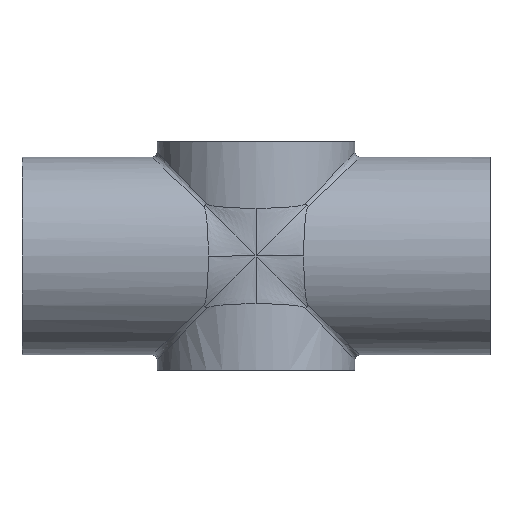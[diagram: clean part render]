
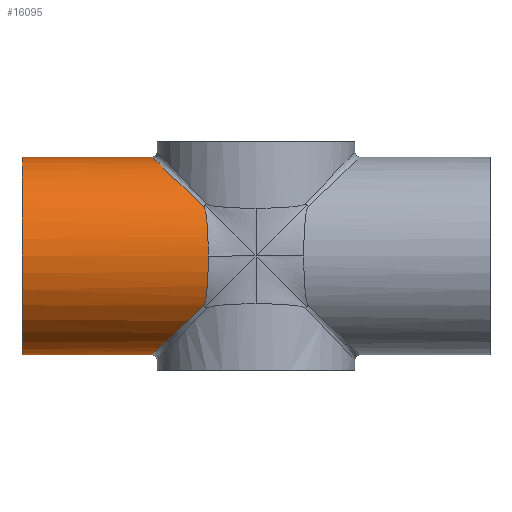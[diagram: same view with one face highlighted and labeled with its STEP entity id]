
A CAD part, front view. The second image highlights one B-rep face of the part: STEP entity #16095.
In plain terms, the highlighted cylindrical face has radius 38.05 mm (diameter 76.1 mm), a full revolution.
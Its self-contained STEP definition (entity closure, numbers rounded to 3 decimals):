
#3205=CARTESIAN_POINT('',(-18.375,-38.05,0.));
#3206=VERTEX_POINT('',#3205);
#3227=CARTESIAN_POINT('',(-20.148,-32.884,-19.142));
#3228=VERTEX_POINT('',#3227);
#3229=CARTESIAN_POINT('',(-18.375,-38.05,0.));
#3230=CARTESIAN_POINT('',(-18.375,-38.05,-2.008));
#3231=CARTESIAN_POINT('',(-18.402,-37.887,-4.014));
#3232=CARTESIAN_POINT('',(-18.456,-37.587,-5.919));
#3233=CARTESIAN_POINT('',(-18.515,-37.259,-8.));
#3234=CARTESIAN_POINT('',(-18.607,-36.769,-9.958));
#3235=CARTESIAN_POINT('',(-18.73,-36.212,-11.685));
#3236=CARTESIAN_POINT('',(-18.876,-35.557,-13.713));
#3237=CARTESIAN_POINT('',(-19.066,-34.814,-15.422));
#3238=CARTESIAN_POINT('',(-19.301,-34.191,-16.696));
#3239=CARTESIAN_POINT('',(-19.509,-33.639,-17.827));
#3240=CARTESIAN_POINT('',(-19.753,-33.186,-18.619));
#3241=CARTESIAN_POINT('',(-20.032,-32.963,-19.006));
#3242=CARTESIAN_POINT('',(-20.07,-32.933,-19.059));
#3243=CARTESIAN_POINT('',(-20.109,-32.906,-19.105));
#3244=CARTESIAN_POINT('',(-20.148,-32.884,-19.142));
#3245=B_SPLINE_CURVE_WITH_KNOTS('',3,(#3229,#3230,#3231,#3232,#3233,#3234,#3235,#3236,#3237,#3238,#3239,#3240,#3241,#3242,#3243,#3244),.UNSPECIFIED.,.F.,.U.,(4,3,3,3,3,4),(0.5,0.607,0.724,0.861,0.983,1.0),.UNSPECIFIED.);
#3246=EDGE_CURVE('',#3206,#3228,#3245,.T.);
#6395=CARTESIAN_POINT('',(-18.375,38.05,0.));
#6396=VERTEX_POINT('',#6395);
#6417=CARTESIAN_POINT('',(-20.148,32.884,19.142));
#6418=VERTEX_POINT('',#6417);
#6419=CARTESIAN_POINT('',(-18.375,38.05,0.));
#6420=CARTESIAN_POINT('',(-18.375,38.05,2.008));
#6421=CARTESIAN_POINT('',(-18.402,37.887,4.014));
#6422=CARTESIAN_POINT('',(-18.456,37.587,5.919));
#6423=CARTESIAN_POINT('',(-18.515,37.259,8.));
#6424=CARTESIAN_POINT('',(-18.607,36.769,9.958));
#6425=CARTESIAN_POINT('',(-18.73,36.212,11.685));
#6426=CARTESIAN_POINT('',(-18.876,35.557,13.713));
#6427=CARTESIAN_POINT('',(-19.066,34.814,15.422));
#6428=CARTESIAN_POINT('',(-19.301,34.191,16.696));
#6429=CARTESIAN_POINT('',(-19.509,33.639,17.827));
#6430=CARTESIAN_POINT('',(-19.753,33.186,18.619));
#6431=CARTESIAN_POINT('',(-20.032,32.963,19.006));
#6432=CARTESIAN_POINT('',(-20.07,32.933,19.059));
#6433=CARTESIAN_POINT('',(-20.109,32.906,19.105));
#6434=CARTESIAN_POINT('',(-20.148,32.884,19.142));
#6435=B_SPLINE_CURVE_WITH_KNOTS('',3,(#6419,#6420,#6421,#6422,#6423,#6424,#6425,#6426,#6427,#6428,#6429,#6430,#6431,#6432,#6433,#6434),.UNSPECIFIED.,.F.,.U.,(4,3,3,3,3,4),(0.5,0.607,0.724,0.861,0.983,1.0),.UNSPECIFIED.);
#6436=EDGE_CURVE('',#6396,#6418,#6435,.T.);
#14937=CARTESIAN_POINT('',(-20.148,32.884,-19.142));
#14938=VERTEX_POINT('',#14937);
#14946=CARTESIAN_POINT('',(-20.148,32.884,-19.142));
#14947=CARTESIAN_POINT('',(-19.857,33.046,-18.865));
#14948=CARTESIAN_POINT('',(-19.601,33.455,-18.164));
#14949=CARTESIAN_POINT('',(-19.382,33.987,-17.109));
#14950=CARTESIAN_POINT('',(-19.146,34.557,-15.976));
#14951=CARTESIAN_POINT('',(-18.951,35.263,-14.43));
#14952=CARTESIAN_POINT('',(-18.798,35.914,-12.568));
#14953=CARTESIAN_POINT('',(-18.667,36.474,-10.968));
#14954=CARTESIAN_POINT('',(-18.566,36.992,-9.134));
#14955=CARTESIAN_POINT('',(-18.495,37.37,-7.161));
#14956=CARTESIAN_POINT('',(-18.429,37.726,-5.303));
#14957=CARTESIAN_POINT('',(-18.39,37.958,-3.323));
#14958=CARTESIAN_POINT('',(-18.378,38.027,-1.318));
#14959=CARTESIAN_POINT('',(-18.376,38.042,-0.88));
#14960=CARTESIAN_POINT('',(-18.375,38.05,-0.44));
#14961=CARTESIAN_POINT('',(-18.375,38.05,0.));
#14962=B_SPLINE_CURVE_WITH_KNOTS('',3,(#14946,#14947,#14948,#14949,#14950,#14951,#14952,#14953,#14954,#14955,#14956,#14957,#14958,#14959,#14960,#14961),.UNSPECIFIED.,.F.,.U.,(4,3,3,3,3,4),(0.0,0.123,0.256,0.369,0.477,0.5),.UNSPECIFIED.);
#14963=EDGE_CURVE('',#14938,#6396,#14962,.T.);
#15345=CARTESIAN_POINT('',(-20.148,-32.884,19.142));
#15346=VERTEX_POINT('',#15345);
#15354=CARTESIAN_POINT('',(-20.148,-32.884,19.142));
#15355=CARTESIAN_POINT('',(-19.857,-33.046,18.865));
#15356=CARTESIAN_POINT('',(-19.601,-33.455,18.164));
#15357=CARTESIAN_POINT('',(-19.382,-33.987,17.109));
#15358=CARTESIAN_POINT('',(-19.146,-34.557,15.976));
#15359=CARTESIAN_POINT('',(-18.951,-35.263,14.43));
#15360=CARTESIAN_POINT('',(-18.798,-35.914,12.568));
#15361=CARTESIAN_POINT('',(-18.667,-36.474,10.968));
#15362=CARTESIAN_POINT('',(-18.566,-36.992,9.134));
#15363=CARTESIAN_POINT('',(-18.495,-37.37,7.161));
#15364=CARTESIAN_POINT('',(-18.429,-37.726,5.303));
#15365=CARTESIAN_POINT('',(-18.39,-37.958,3.323));
#15366=CARTESIAN_POINT('',(-18.378,-38.027,1.318));
#15367=CARTESIAN_POINT('',(-18.376,-38.042,0.88));
#15368=CARTESIAN_POINT('',(-18.375,-38.05,0.44));
#15369=CARTESIAN_POINT('',(-18.375,-38.05,0.));
#15370=B_SPLINE_CURVE_WITH_KNOTS('',3,(#15354,#15355,#15356,#15357,#15358,#15359,#15360,#15361,#15362,#15363,#15364,#15365,#15366,#15367,#15368,#15369),.UNSPECIFIED.,.F.,.U.,(4,3,3,3,3,4),(0.0,0.123,0.256,0.369,0.477,0.5),.UNSPECIFIED.);
#15371=EDGE_CURVE('',#15346,#3206,#15370,.T.);
#15520=CARTESIAN_POINT('',(0.0,0.0,0.0));
#15521=DIRECTION('',(0.689,0.0,0.725));
#15522=DIRECTION('',(-0.725,0.0,0.689));
#15523=AXIS2_PLACEMENT_3D('',#15520,#15521,#15522);
#15524=ELLIPSE('',#15523,55.243,38.05);
#15525=EDGE_CURVE('',#6418,#15346,#15524,.T.);
#15682=CARTESIAN_POINT('',(0.0,0.0,0.0));
#15683=DIRECTION('',(0.689,0.0,-0.725));
#15684=DIRECTION('',(-0.725,0.0,-0.689));
#15685=AXIS2_PLACEMENT_3D('',#15682,#15683,#15684);
#15686=ELLIPSE('',#15685,55.243,38.05);
#15687=EDGE_CURVE('',#3228,#14938,#15686,.T.);
#16071=CARTESIAN_POINT('',(0.0,0.0,0.0));
#16072=DIRECTION('',(-1.0,0.0,0.0));
#16073=DIRECTION('',(0.0,-1.0,0.0));
#16074=AXIS2_PLACEMENT_3D('',#16071,#16072,#16073);
#16075=CYLINDRICAL_SURFACE('',#16074,38.05);
#16076=CARTESIAN_POINT('',(-90.0,-38.05,0.0));
#16077=VERTEX_POINT('',#16076);
#16078=CARTESIAN_POINT('',(-90.0,0.0,0.0));
#16079=DIRECTION('',(-1.0,0.0,0.0));
#16080=DIRECTION('',(0.0,-1.0,0.0));
#16081=AXIS2_PLACEMENT_3D('',#16078,#16079,#16080);
#16082=CIRCLE('',#16081,38.05);
#16083=EDGE_CURVE('',#16077,#16077,#16082,.T.);
#16084=ORIENTED_EDGE('',*,*,#16083,.F.);
#16085=EDGE_LOOP('',(#16084));
#16086=FACE_OUTER_BOUND('',#16085,.T.);
#16087=ORIENTED_EDGE('',*,*,#15371,.F.);
#16088=ORIENTED_EDGE('',*,*,#15525,.F.);
#16089=ORIENTED_EDGE('',*,*,#6436,.F.);
#16090=ORIENTED_EDGE('',*,*,#14963,.F.);
#16091=ORIENTED_EDGE('',*,*,#15687,.F.);
#16092=ORIENTED_EDGE('',*,*,#3246,.F.);
#16093=EDGE_LOOP('',(#16087,#16088,#16089,#16090,#16091,#16092));
#16094=FACE_BOUND('',#16093,.T.);
#16095=ADVANCED_FACE('',(#16086,#16094),#16075,.T.);
